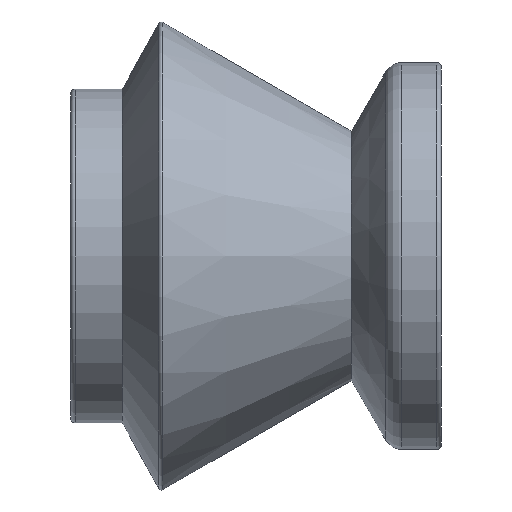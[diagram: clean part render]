
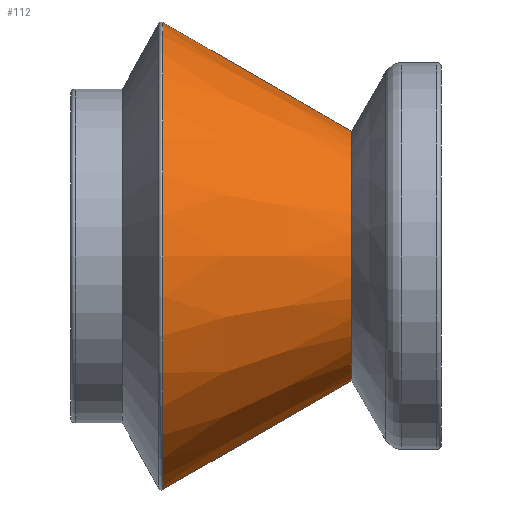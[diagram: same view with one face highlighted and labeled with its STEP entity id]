
A CAD part, front view. The second image highlights one B-rep face of the part: STEP entity #112.
In plain terms, the highlighted conical face has half-angle 30 degrees and reference radius 39.997 mm.
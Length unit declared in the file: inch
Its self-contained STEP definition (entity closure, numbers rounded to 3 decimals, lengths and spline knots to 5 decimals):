
#19 = ORIENTED_EDGE ( 'NONE', *, *, #129, .F. ) ;
#59 = VERTEX_POINT ( 'NONE', #95 ) ;
#65 = CARTESIAN_POINT ( 'NONE',  ( 0.64352, 1.226, -0.84061 ) ) ;
#95 = CARTESIAN_POINT ( 'NONE',  ( -0.62796, 1.226, 1.5747 ) ) ;
#108 = DIRECTION ( 'NONE',  ( -0.866, 0., 0.5 ) ) ;
#112 = ADVANCED_FACE ( 'NONE', ( #139 ), #144, .T. ) ;
#124 = EDGE_CURVE ( 'NONE', #253, #463, #367, .T. ) ;
#129 = EDGE_CURVE ( 'NONE', #463, #285, #551, .T. ) ;
#139 = FACE_OUTER_BOUND ( 'NONE', #627, .T. ) ;
#141 = AXIS2_PLACEMENT_3D ( 'NONE', #235, #324, #420 ) ;
#144 = CONICAL_SURFACE ( 'NONE', #141, 1.5747, 0.524 ) ;
#155 = VECTOR ( 'NONE', #491, 39.37008 ) ;
#188 = DIRECTION ( 'NONE',  ( 0., 0., -1. ) ) ;
#211 = CARTESIAN_POINT ( 'NONE',  ( -0.62796, 1.226, 0. ) ) ;
#227 = CARTESIAN_POINT ( 'NONE',  ( -0.62796, 1.226, -1.5747 ) ) ;
#228 = CARTESIAN_POINT ( 'NONE',  ( 0.64352, 1.226, 0. ) ) ;
#235 = CARTESIAN_POINT ( 'NONE',  ( -0.62796, 1.226, 0. ) ) ;
#252 = ORIENTED_EDGE ( 'NONE', *, *, #124, .F. ) ;
#253 = VERTEX_POINT ( 'NONE', #416 ) ;
#285 = VERTEX_POINT ( 'NONE', #227 ) ;
#291 = DIRECTION ( 'NONE',  ( 1., 0., 0. ) ) ;
#298 = DIRECTION ( 'NONE',  ( 0., 0., -1. ) ) ;
#324 = DIRECTION ( 'NONE',  ( -1., 0., 0. ) ) ;
#367 = CIRCLE ( 'NONE', #374, 0.84061 ) ;
#369 = CARTESIAN_POINT ( 'NONE',  ( -0.62796, 1.226, -1.5747 ) ) ;
#374 = AXIS2_PLACEMENT_3D ( 'NONE', #228, #291, #298 ) ;
#382 = CARTESIAN_POINT ( 'NONE',  ( -0.62796, 1.226, 1.5747 ) ) ;
#416 = CARTESIAN_POINT ( 'NONE',  ( 0.64352, 1.226, 0.84061 ) ) ;
#420 = DIRECTION ( 'NONE',  ( 0., 0., 1. ) ) ;
#435 = EDGE_CURVE ( 'NONE', #253, #59, #607, .T. ) ;
#449 = ORIENTED_EDGE ( 'NONE', *, *, #606, .T. ) ;
#463 = VERTEX_POINT ( 'NONE', #65 ) ;
#467 = ORIENTED_EDGE ( 'NONE', *, *, #435, .T. ) ;
#491 = DIRECTION ( 'NONE',  ( -0.866, 0., -0.5 ) ) ;
#519 = AXIS2_PLACEMENT_3D ( 'NONE', #211, #526, #188 ) ;
#526 = DIRECTION ( 'NONE',  ( 1., 0., 0. ) ) ;
#551 = LINE ( 'NONE', #369, #155 ) ;
#602 = VECTOR ( 'NONE', #108, 39.37008 ) ;
#606 = EDGE_CURVE ( 'NONE', #59, #285, #613, .T. ) ;
#607 = LINE ( 'NONE', #382, #602 ) ;
#613 = CIRCLE ( 'NONE', #519, 1.5747 ) ;
#627 = EDGE_LOOP ( 'NONE', ( #19, #252, #467, #449 ) ) ;
